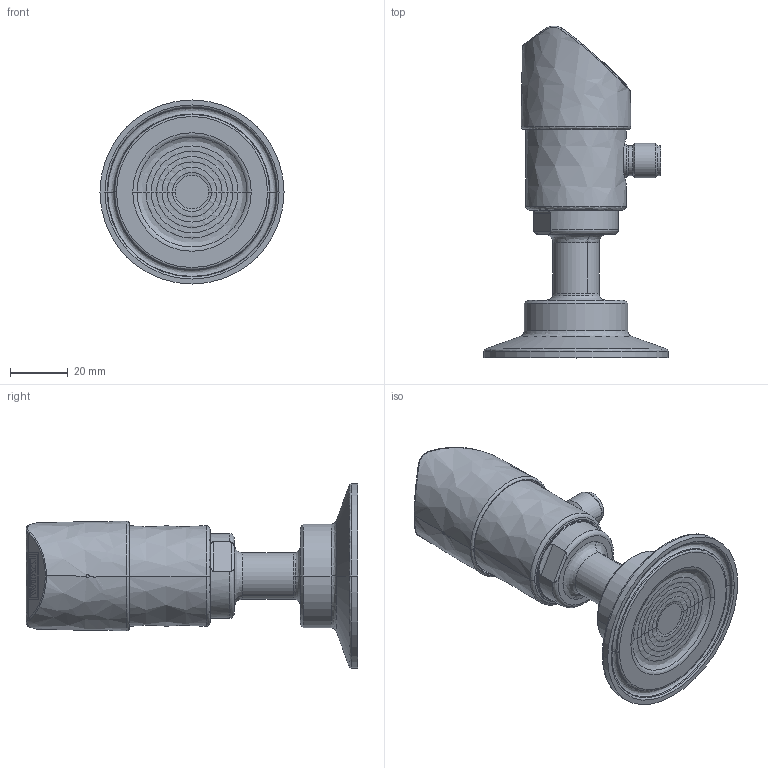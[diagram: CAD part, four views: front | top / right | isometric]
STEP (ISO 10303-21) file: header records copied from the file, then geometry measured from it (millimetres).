
FILE_DESCRIPTION((''),'2;1');
FILE_NAME('14019848______________SW0003','2011-09-01T',('weissm'),(''),'PRO/ENGINEER BY PARAMETRIC TECHNOLOGY CORPORATION, 2009380','PRO/ENGINEER BY PARAMETRIC TECHNOLOGY CORPORATION, 2009380','');
FILE_SCHEMA(('AUTOMOTIVE_DESIGN_CC2 { 1 2 10303 214 -1 1 5 2 }'));
Length unit declared in the file: millimetre
Products named in the file (1): 14019848______________SW0003
Bounding box: 64 x 115.36 x 64 mm (x, y, z)
Volume: 100186.4 mm3; surface area: 21098.5 mm2
Topology: 1 solids, 3 shells, 599 faces, 1550 edges, 990 vertices
Faces by surface type: bspline 599
Entity records: 33280 total; most frequent: CARTESIAN_POINT 17346, ORIENTED_EDGE 3100, EDGE_CURVE 1550, DIRECTION 1252, VERTEX_POINT 990, VECTOR 670, LINE 670, EDGE_LOOP 638
